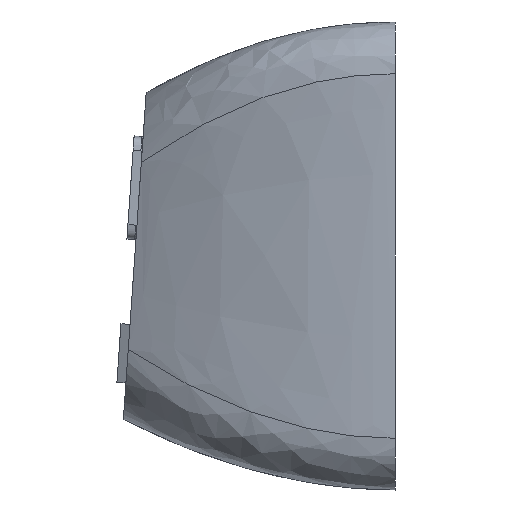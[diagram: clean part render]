
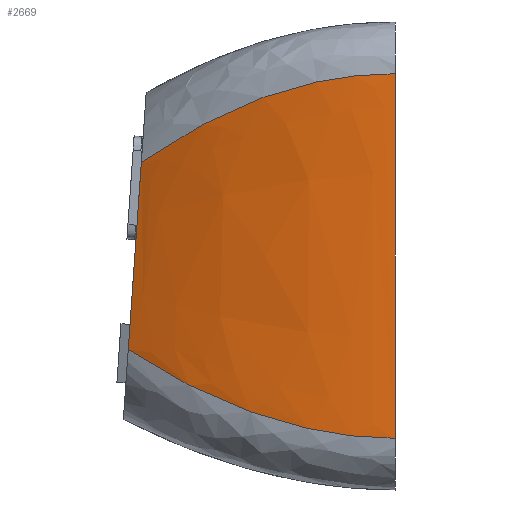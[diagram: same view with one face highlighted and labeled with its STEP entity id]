
A CAD part, left-side view. The second image highlights one B-rep face of the part: STEP entity #2669.
In plain terms, the highlighted free-form (B-spline) face has degree [3, 3] with [4, 4] control points.
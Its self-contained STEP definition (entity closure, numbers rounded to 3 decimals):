
#248=FACE_OUTER_BOUND('',#392,.T.);
#392=EDGE_LOOP('',(#2328,#2329,#2330,#2331));
#637=LINE('',#5606,#873);
#638=LINE('',#5655,#874);
#873=VECTOR('',#3212,10.);
#874=VECTOR('',#3215,10.);
#1001=B_SPLINE_CURVE_WITH_KNOTS('',3,(#5634,#5635,#5636,#5637),
 .UNSPECIFIED.,.F.,.F.,(4,4),(0.,1.),.UNSPECIFIED.);
#1002=B_SPLINE_CURVE_WITH_KNOTS('',3,(#5656,#5657,#5658,#5659),
 .UNSPECIFIED.,.F.,.F.,(4,4),(0.,1.),.UNSPECIFIED.);
#1261=VERTEX_POINT('',#5592);
#1267=VERTEX_POINT('',#5604);
#1269=VERTEX_POINT('',#5628);
#1270=VERTEX_POINT('',#5654);
#1647=EDGE_CURVE('',#1261,#1267,#637,.T.);
#1650=EDGE_CURVE('',#1269,#1261,#1001,.T.);
#1651=EDGE_CURVE('',#1269,#1270,#638,.T.);
#1652=EDGE_CURVE('',#1270,#1267,#1002,.T.);
#2328=ORIENTED_EDGE('',*,*,#1651,.F.);
#2329=ORIENTED_EDGE('',*,*,#1650,.T.);
#2330=ORIENTED_EDGE('',*,*,#1647,.T.);
#2331=ORIENTED_EDGE('',*,*,#1652,.F.);
#2534=B_SPLINE_SURFACE_WITH_KNOTS('',3,3,((#5638,#5639,#5640,#5641),(#5642,
#5643,#5644,#5645),(#5646,#5647,#5648,#5649),(#5650,#5651,#5652,#5653)),
 .UNSPECIFIED.,.F.,.F.,.F.,(4,4),(4,4),(0.,1.),(0.,1.),.UNSPECIFIED.);
#2669=ADVANCED_FACE('',(#248),#2534,.F.);
#3212=DIRECTION('',(0.,0.,1.));
#3215=DIRECTION('',(0.,-0.07,0.998));
#5592=CARTESIAN_POINT('',(0.,0.,2.));
#5604=CARTESIAN_POINT('',(0.,0.,16.1));
#5606=CARTESIAN_POINT('',(0.,0.,2.));
#5628=CARTESIAN_POINT('',(2.7,10.32,5.433));
#5634=CARTESIAN_POINT('Ctrl Pts',(2.7,10.32,5.433));
#5635=CARTESIAN_POINT('Ctrl Pts',(0.9,6.88,3.144));
#5636=CARTESIAN_POINT('Ctrl Pts',(0.,3.356,
2.));
#5637=CARTESIAN_POINT('Ctrl Pts',(0.,0.,2.));
#5638=CARTESIAN_POINT('Ctrl Pts',(2.7,10.32,5.433));
#5639=CARTESIAN_POINT('Ctrl Pts',(0.9,6.88,3.144));
#5640=CARTESIAN_POINT('Ctrl Pts',(0.,3.356,
2.));
#5641=CARTESIAN_POINT('Ctrl Pts',(0.,0.,2.));
#5642=CARTESIAN_POINT('Ctrl Pts',(2.7,10.221,6.843));
#5643=CARTESIAN_POINT('Ctrl Pts',(0.939,6.814,4.776));
#5644=CARTESIAN_POINT('Ctrl Pts',(0.,3.356,
3.047));
#5645=CARTESIAN_POINT('Ctrl Pts',(0.,0.,3.047));
#5646=CARTESIAN_POINT('Ctrl Pts',(2.7,9.913,11.261));
#5647=CARTESIAN_POINT('Ctrl Pts',(0.939,6.608,13.325));
#5648=CARTESIAN_POINT('Ctrl Pts',(0.,3.356,
15.053));
#5649=CARTESIAN_POINT('Ctrl Pts',(0.,0.,15.053));
#5650=CARTESIAN_POINT('Ctrl Pts',(2.7,9.814,12.671));
#5651=CARTESIAN_POINT('Ctrl Pts',(0.9,6.543,14.957));
#5652=CARTESIAN_POINT('Ctrl Pts',(0.,3.356,
16.1));
#5653=CARTESIAN_POINT('Ctrl Pts',(0.,0.,16.1));
#5654=CARTESIAN_POINT('',(2.7,9.814,12.671));
#5655=CARTESIAN_POINT('',(2.7,10.32,5.433));
#5656=CARTESIAN_POINT('Ctrl Pts',(2.7,9.814,12.671));
#5657=CARTESIAN_POINT('Ctrl Pts',(0.9,6.543,14.957));
#5658=CARTESIAN_POINT('Ctrl Pts',(0.,3.356,
16.1));
#5659=CARTESIAN_POINT('Ctrl Pts',(0.,0.,
16.1));
